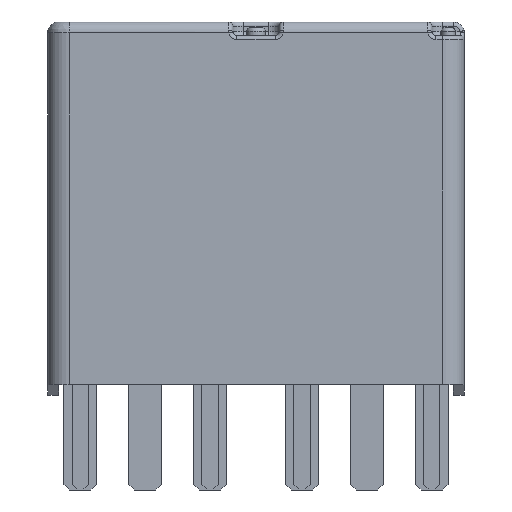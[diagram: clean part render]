
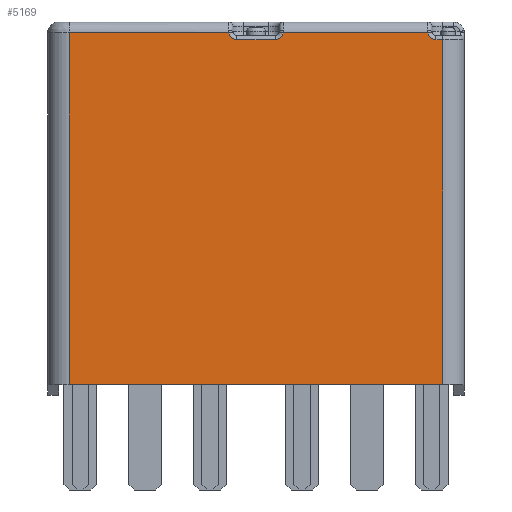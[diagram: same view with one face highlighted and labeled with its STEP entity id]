
A CAD part, left-side view. The second image highlights one B-rep face of the part: STEP entity #5169.
In plain terms, the highlighted face is planar.
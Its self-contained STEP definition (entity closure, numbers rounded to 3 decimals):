
#330=CIRCLE('',#5569,0.3);
#335=CIRCLE('',#5577,0.3);
#336=CIRCLE('',#5578,0.3);
#602=FACE_OUTER_BOUND('',#922,.T.);
#922=EDGE_LOOP('',(#3939,#3940,#3941,#3942,#3943,#3944,#3945,#3946,#3947,
#3948));
#1343=LINE('',#7727,#1842);
#1387=LINE('',#8018,#1886);
#1389=LINE('',#8061,#1888);
#1391=LINE('',#8065,#1890);
#1392=LINE('',#8069,#1891);
#1393=LINE('',#8073,#1892);
#1394=LINE('',#8074,#1893);
#1842=VECTOR('',#6240,13.8);
#1886=VECTOR('',#6456,0.25);
#1888=VECTOR('',#6476,12.75);
#1890=VECTOR('',#6480,5.351);
#1891=VECTOR('',#6483,1.415);
#1892=VECTOR('',#6486,5.897);
#1893=VECTOR('',#6487,13.);
#2267=VERTEX_POINT('',#7681);
#2289=VERTEX_POINT('',#7725);
#2364=VERTEX_POINT('',#8010);
#2366=VERTEX_POINT('',#8016);
#2368=VERTEX_POINT('',#8022);
#2371=VERTEX_POINT('',#8064);
#2372=VERTEX_POINT('',#8066);
#2373=VERTEX_POINT('',#8068);
#2374=VERTEX_POINT('',#8070);
#2375=VERTEX_POINT('',#8072);
#2831=EDGE_CURVE('',#2267,#2289,#1343,.T.);
#2939=EDGE_CURVE('',#2366,#2364,#1387,.T.);
#2942=EDGE_CURVE('',#2368,#2366,#330,.T.);
#2949=EDGE_CURVE('',#2364,#2289,#1389,.T.);
#2951=EDGE_CURVE('',#2368,#2371,#1391,.F.);
#2952=EDGE_CURVE('',#2372,#2371,#335,.T.);
#2953=EDGE_CURVE('',#2373,#2372,#1392,.T.);
#2954=EDGE_CURVE('',#2374,#2373,#336,.T.);
#2955=EDGE_CURVE('',#2374,#2375,#1393,.F.);
#2956=EDGE_CURVE('',#2267,#2375,#1394,.T.);
#3939=ORIENTED_EDGE('',*,*,#2939,.F.);
#3940=ORIENTED_EDGE('',*,*,#2942,.F.);
#3941=ORIENTED_EDGE('',*,*,#2951,.T.);
#3942=ORIENTED_EDGE('',*,*,#2952,.F.);
#3943=ORIENTED_EDGE('',*,*,#2953,.F.);
#3944=ORIENTED_EDGE('',*,*,#2954,.F.);
#3945=ORIENTED_EDGE('',*,*,#2955,.T.);
#3946=ORIENTED_EDGE('',*,*,#2956,.F.);
#3947=ORIENTED_EDGE('',*,*,#2831,.T.);
#3948=ORIENTED_EDGE('',*,*,#2949,.F.);
#4954=PLANE('',#5576);
#5169=ADVANCED_FACE('',(#602),#4954,.F.);
#5569=AXIS2_PLACEMENT_3D('',#8024,#6462,#6463);
#5576=AXIS2_PLACEMENT_3D('',#8063,#6478,#6479);
#5577=AXIS2_PLACEMENT_3D('',#8067,#6481,#6482);
#5578=AXIS2_PLACEMENT_3D('',#8071,#6484,#6485);
#6240=DIRECTION('',(0.,0.,-1.));
#6456=DIRECTION('',(0.,0.,-1.));
#6462=DIRECTION('center_axis',(1.,0.,0.));
#6463=DIRECTION('ref_axis',(0.,-0.816,0.577));
#6476=DIRECTION('',(0.,-1.,0.));
#6478=DIRECTION('center_axis',(-1.,0.,0.));
#6479=DIRECTION('ref_axis',(0.,0.,1.));
#6480=DIRECTION('',(0.,0.,-1.));
#6481=DIRECTION('center_axis',(1.,0.,0.));
#6482=DIRECTION('ref_axis',(0.,-0.816,-0.577));
#6483=DIRECTION('',(0.,0.,-1.));
#6484=DIRECTION('center_axis',(1.,0.,0.));
#6485=DIRECTION('ref_axis',(0.,-0.816,0.577));
#6486=DIRECTION('',(0.,0.,-1.));
#6487=DIRECTION('',(0.,1.,0.));
#7681=CARTESIAN_POINT('',(13.2,0.4,0.4));
#7725=CARTESIAN_POINT('',(13.2,0.4,-13.4));
#7727=CARTESIAN_POINT('',(13.2,0.4,1.2));
#8010=CARTESIAN_POINT('',(13.2,13.15,-13.4));
#8016=CARTESIAN_POINT('',(13.2,13.15,-13.15));
#8018=CARTESIAN_POINT('',(13.2,13.15,-6.689));
#8022=CARTESIAN_POINT('',(13.2,13.4,-12.854));
#8024=CARTESIAN_POINT('Origin',(13.2,13.45,-13.15));
#8061=CARTESIAN_POINT('',(13.2,13.5,-13.4));
#8063=CARTESIAN_POINT('Origin',(13.2,13.5,1.2));
#8064=CARTESIAN_POINT('',(13.2,13.4,-7.503));
#8065=CARTESIAN_POINT('',(13.2,13.4,-6.5));
#8066=CARTESIAN_POINT('',(13.2,13.15,-7.207));
#8067=CARTESIAN_POINT('Origin',(13.2,13.45,-7.207));
#8068=CARTESIAN_POINT('',(13.2,13.15,-5.793));
#8069=CARTESIAN_POINT('',(13.2,13.15,-2.65));
#8070=CARTESIAN_POINT('',(13.2,13.4,-5.497));
#8071=CARTESIAN_POINT('Origin',(13.2,13.45,-5.793));
#8072=CARTESIAN_POINT('',(13.2,13.4,0.4));
#8073=CARTESIAN_POINT('',(13.2,13.4,-6.5));
#8074=CARTESIAN_POINT('',(13.2,13.5,0.4));
